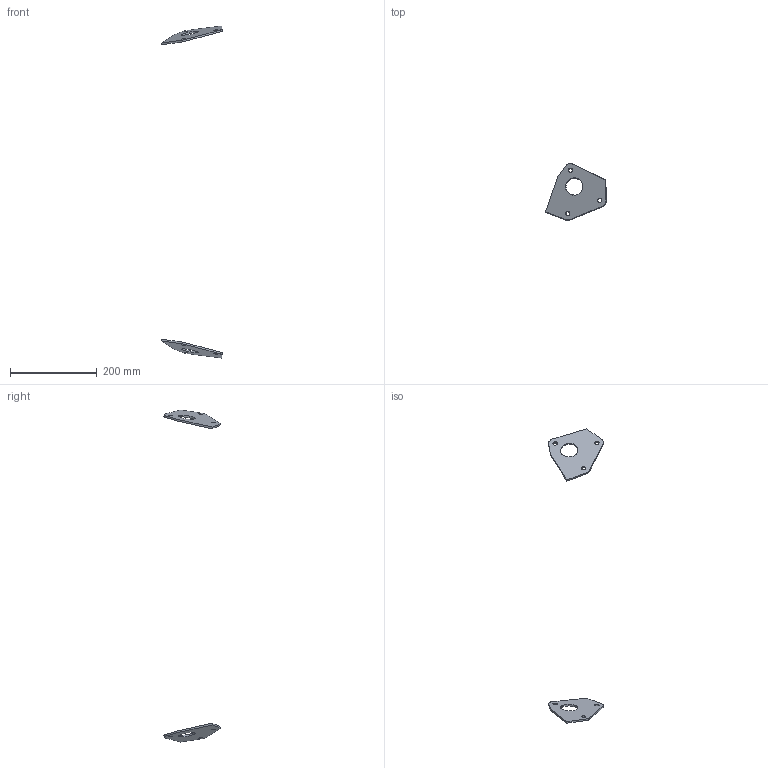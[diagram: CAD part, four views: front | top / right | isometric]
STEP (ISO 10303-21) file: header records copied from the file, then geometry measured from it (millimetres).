
FILE_DESCRIPTION(/* description */ (''),/* implementation_level */ '2;1');
FILE_NAME(/* name */ 'PTT01S004005A_SUPP_INT_D_ANT_10_ASM.stp',/* time_stamp */ '2016-06-02T11:28:20+02:00',/* author */ (''),/* organization */ (''),/* preprocessor_version */ 'ST-DEVELOPER v16.5',/* originating_system */ 'Autodesk Translation Framework v5.0.0.3310',/* authorisation */ '');
FILE_SCHEMA (('AUTOMOTIVE_DESIGN { 1 0 10303 214 3 1 1 }'));
Length unit declared in the file: centimetre
Products named in the file (3): PTT01S004005A_SUPP_INT_D_ANT_10_ASM; MANIFOLD_SOLID_BREP_1478; MANIFOLD_SOLID_BREP_2184
Assembly tree (2 placements, depth 2):
  PTT01S004005A_SUPP_INT_D_ANT_10_ASM
    MANIFOLD_SOLID_BREP_1478
    MANIFOLD_SOLID_BREP_2184
Bounding box: 140.12 x 129.88 x 765.91 mm (x, y, z)
Volume: 88398.9 mm3; surface area: 49429.8 mm2
Topology: 2 solids, 2 shells, 32 faces, 84 edges, 56 vertices
Faces by surface type: plane 16, cylinder 12, bspline 4
Full cylindrical faces by diameter (mm): 10.15 x6
Entity records: 1145 total; most frequent: CARTESIAN_POINT 287, DIRECTION 160, ORIENTED_EDGE 156, EDGE_CURVE 78, AXIS2_PLACEMENT_3D 57, VERTEX_POINT 56, EDGE_LOOP 54, LINE 46
